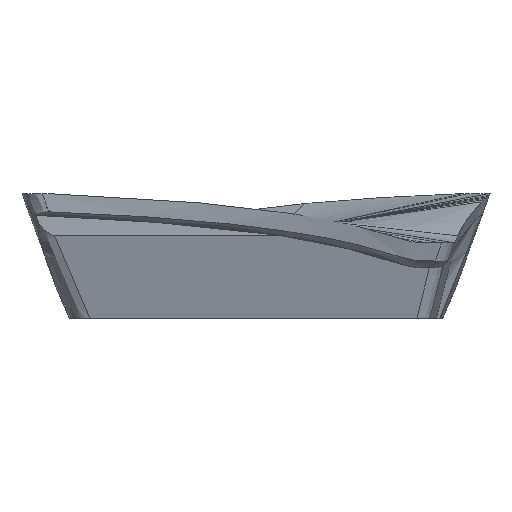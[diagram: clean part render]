
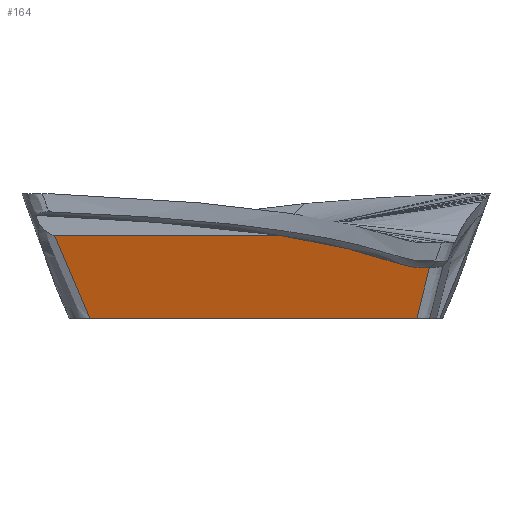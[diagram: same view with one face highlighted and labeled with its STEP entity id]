
A CAD part, front view. The second image highlights one B-rep face of the part: STEP entity #164.
In plain terms, the highlighted planar face has unit normal (0, -0.966, -0.259).
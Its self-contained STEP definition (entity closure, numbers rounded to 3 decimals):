
#94=FACE_OUTER_BOUND('',#263,.T.);
#164=ADVANCED_FACE('',(#94),#234,.T.);
#234=PLANE('',#1533);
#263=EDGE_LOOP('',(#352,#353,#354,#355,#356));
#352=ORIENTED_EDGE('',*,*,#888,.T.);
#353=ORIENTED_EDGE('',*,*,#889,.F.);
#354=ORIENTED_EDGE('',*,*,#890,.F.);
#355=ORIENTED_EDGE('',*,*,#870,.T.);
#356=ORIENTED_EDGE('',*,*,#887,.F.);
#737=VERTEX_POINT('',#2007);
#738=VERTEX_POINT('',#2008);
#753=VERTEX_POINT('',#2146);
#754=VERTEX_POINT('',#2167);
#755=VERTEX_POINT('',#2169);
#870=EDGE_CURVE('',#737,#738,#1072,.T.);
#887=EDGE_CURVE('',#753,#738,#1079,.T.);
#888=EDGE_CURVE('',#753,#754,#1301,.T.);
#889=EDGE_CURVE('',#755,#754,#1080,.T.);
#890=EDGE_CURVE('',#737,#755,#1081,.T.);
#1072=LINE('',#2006,#1124);
#1079=LINE('',#2147,#1131);
#1080=LINE('',#2168,#1133);
#1081=LINE('',#2170,#1134);
#1124=VECTOR('',#1567,1.);
#1131=VECTOR('',#1580,1.);
#1133=VECTOR('',#1582,1.);
#1134=VECTOR('',#1583,1.);
#1301=B_SPLINE_CURVE_WITH_KNOTS('',3,(#2157,#2158,#2159,#2160,#2161,#2162,
#2163,#2164,#2165,#2166),.UNSPECIFIED.,.F.,.F.,(4,3,3,4),(0.,0.178,
0.522,1.),.UNSPECIFIED.);
#1533=AXIS2_PLACEMENT_3D('',#2171,#1584,#1585);
#1567=DIRECTION('',(1.,0.,0.));
#1580=DIRECTION('',(-0.231,0.252,-0.94));
#1582=DIRECTION('',(1.,0.,0.));
#1583=DIRECTION('',(-0.383,-0.239,0.892));
#1584=DIRECTION('',(0.,-0.966,-0.259));
#1585=DIRECTION('',(0.,0.259,-0.966));
#2006=CARTESIAN_POINT('',(-6.38,-3.45,-4.8));
#2007=CARTESIAN_POINT('',(-6.38,-3.45,-4.8));
#2008=CARTESIAN_POINT('',(6.191,-3.45,-4.8));
#2146=CARTESIAN_POINT('',(6.67,-3.972,-2.852));
#2147=CARTESIAN_POINT('',(6.67,-3.972,-2.852));
#2157=CARTESIAN_POINT('',(6.67,-3.972,-2.852));
#2158=CARTESIAN_POINT('',(6.322,-3.967,-2.87));
#2159=CARTESIAN_POINT('',(5.964,-3.975,-2.84));
#2160=CARTESIAN_POINT('',(5.633,-4.003,-2.738));
#2161=CARTESIAN_POINT('',(4.979,-4.057,-2.536));
#2162=CARTESIAN_POINT('',(4.331,-4.116,-2.315));
#2163=CARTESIAN_POINT('',(3.666,-4.159,-2.153));
#2164=CARTESIAN_POINT('',(2.743,-4.22,-1.928));
#2165=CARTESIAN_POINT('',(1.807,-4.267,-1.751));
#2166=CARTESIAN_POINT('',(0.868,-4.307,-1.6));
#2167=CARTESIAN_POINT('',(0.868,-4.307,-1.6));
#2168=CARTESIAN_POINT('',(-7.753,-4.307,-1.6));
#2169=CARTESIAN_POINT('',(-7.753,-4.307,-1.6));
#2170=CARTESIAN_POINT('',(-6.38,-3.45,-4.8));
#2171=CARTESIAN_POINT('',(-0.542,-3.879,-3.2));
